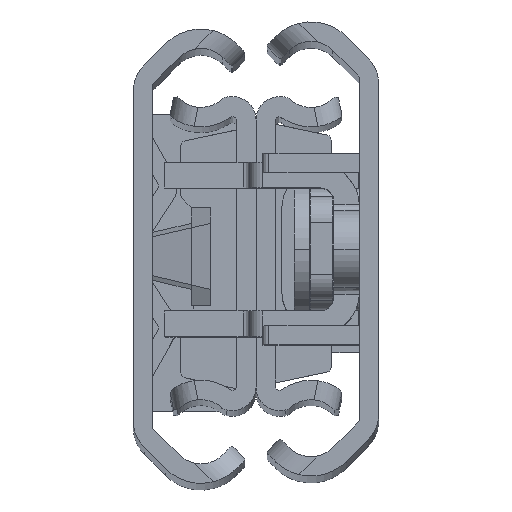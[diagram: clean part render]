
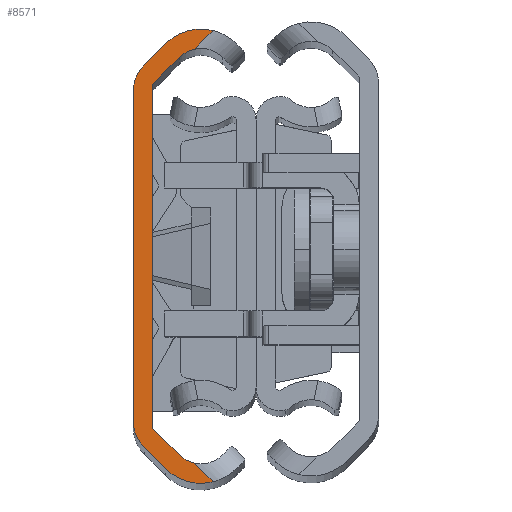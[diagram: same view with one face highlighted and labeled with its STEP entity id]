
A CAD part, top view. The second image highlights one B-rep face of the part: STEP entity #8571.
In plain terms, the highlighted planar face has unit normal (0, 0, 1).
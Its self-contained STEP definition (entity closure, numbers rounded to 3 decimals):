
#28 = LINE ( 'NONE', #10951, #3948 ) ;
#124 = PLANE ( 'NONE',  #5041 ) ;
#452 = DIRECTION ( 'NONE',  ( 0., -1., 0. ) ) ;
#691 = EDGE_LOOP ( 'NONE', ( #4203, #12066, #5719, #5775, #5000, #8135, #3992, #11478, #10133, #2058, #1644, #8790, #9836, #2624 ) ) ;
#822 = EDGE_CURVE ( 'NONE', #7330, #8923, #12399, .T. ) ;
#871 = DIRECTION ( 'NONE',  ( 1., 0., 0. ) ) ;
#1102 = EDGE_CURVE ( 'NONE', #8990, #7823, #5412, .T. ) ;
#1260 = CARTESIAN_POINT ( 'NONE',  ( 0., -13.286, 0. ) ) ;
#1644 = ORIENTED_EDGE ( 'NONE', *, *, #7523, .T. ) ;
#1791 = DIRECTION ( 'NONE',  ( 0., 0., -1. ) ) ;
#1858 = CARTESIAN_POINT ( 'NONE',  ( 3.248, 15.996, 0. ) ) ;
#2058 = ORIENTED_EDGE ( 'NONE', *, *, #5682, .T. ) ;
#2097 = LINE ( 'NONE', #6067, #7919 ) ;
#2113 = CIRCLE ( 'NONE', #12574, 3. ) ;
#2212 = CARTESIAN_POINT ( 'NONE',  ( 3.248, -15.996, 0. ) ) ;
#2336 = VECTOR ( 'NONE', #6575, 1000. ) ;
#2369 = VECTOR ( 'NONE', #452, 1000. ) ;
#2450 = CARTESIAN_POINT ( 'NONE',  ( 1.006, -16.414, 0. ) ) ;
#2515 = VERTEX_POINT ( 'NONE', #2798 ) ;
#2530 = CIRCLE ( 'NONE', #9826, 3. ) ;
#2538 = LINE ( 'NONE', #5468, #2336 ) ;
#2603 = CIRCLE ( 'NONE', #10733, 2.38 ) ;
#2604 = EDGE_CURVE ( 'NONE', #9556, #2515, #10628, .T. ) ;
#2624 = ORIENTED_EDGE ( 'NONE', *, *, #8767, .T. ) ;
#2798 = CARTESIAN_POINT ( 'NONE',  ( 2.067, 15.353, 0. ) ) ;
#2802 = AXIS2_PLACEMENT_3D ( 'NONE', #6256, #8146, #12163 ) ;
#2850 = LINE ( 'NONE', #3951, #8826 ) ;
#2899 = CARTESIAN_POINT ( 'NONE',  ( 3.75, 13.67, 0. ) ) ;
#2974 = DIRECTION ( 'NONE',  ( -0.707, -0.707, 0. ) ) ;
#3088 = EDGE_CURVE ( 'NONE', #5756, #12225, #8416, .T. ) ;
#3372 = VERTEX_POINT ( 'NONE', #12893 ) ;
#3410 = VECTOR ( 'NONE', #7620, 1000. ) ;
#3818 = DIRECTION ( 'NONE',  ( 0., 1., 0. ) ) ;
#3948 = VECTOR ( 'NONE', #2974, 1000. ) ;
#3951 = CARTESIAN_POINT ( 'NONE',  ( 2.067, -15.353, 0. ) ) ;
#3992 = ORIENTED_EDGE ( 'NONE', *, *, #11798, .T. ) ;
#4097 = CARTESIAN_POINT ( 'NONE',  ( -1.5, 12.665, 0. ) ) ;
#4114 = CARTESIAN_POINT ( 'NONE',  ( 1.5, 12.665, 0. ) ) ;
#4124 = EDGE_CURVE ( 'NONE', #11860, #6904, #8776, .T. ) ;
#4137 = CARTESIAN_POINT ( 'NONE',  ( 3.75, 13.67, 0. ) ) ;
#4141 = CARTESIAN_POINT ( 'NONE',  ( -0.621, 14.786, 0. ) ) ;
#4203 = ORIENTED_EDGE ( 'NONE', *, *, #3088, .T. ) ;
#4252 = CARTESIAN_POINT ( 'NONE',  ( -0.621, -14.786, 0. ) ) ;
#4352 = CARTESIAN_POINT ( 'NONE',  ( 1.5, 12.665, 0. ) ) ;
#4419 = VERTEX_POINT ( 'NONE', #1260 ) ;
#4840 = VECTOR ( 'NONE', #12601, 1000. ) ;
#5000 = ORIENTED_EDGE ( 'NONE', *, *, #6369, .T. ) ;
#5041 = AXIS2_PLACEMENT_3D ( 'NONE', #4114, #10172, #11278 ) ;
#5165 = DIRECTION ( 'NONE',  ( 0., 0., 1. ) ) ;
#5186 = VECTOR ( 'NONE', #3818, 1000. ) ;
#5412 = LINE ( 'NONE', #9395, #2369 ) ;
#5468 = CARTESIAN_POINT ( 'NONE',  ( -0.621, -14.786, 0. ) ) ;
#5682 = EDGE_CURVE ( 'NONE', #3372, #5704, #28, .T. ) ;
#5704 = VERTEX_POINT ( 'NONE', #4141 ) ;
#5719 = ORIENTED_EDGE ( 'NONE', *, *, #822, .T. ) ;
#5750 = DIRECTION ( 'NONE',  ( 1., 0., 0. ) ) ;
#5756 = VERTEX_POINT ( 'NONE', #2450 ) ;
#5775 = ORIENTED_EDGE ( 'NONE', *, *, #9279, .T. ) ;
#5850 = CARTESIAN_POINT ( 'NONE',  ( 2.067, -15.353, 0. ) ) ;
#6067 = CARTESIAN_POINT ( 'NONE',  ( -11.956, -0.792, 0. ) ) ;
#6137 = DIRECTION ( 'NONE',  ( 1., 0., 0. ) ) ;
#6180 = FACE_OUTER_BOUND ( 'NONE', #691, .T. ) ;
#6253 = CARTESIAN_POINT ( 'NONE',  ( 4.687, 17.435, 0. ) ) ;
#6256 = CARTESIAN_POINT ( 'NONE',  ( 3.75, -13.67, 0. ) ) ;
#6369 = EDGE_CURVE ( 'NONE', #4419, #9556, #10014, .T. ) ;
#6575 = DIRECTION ( 'NONE',  ( 0.707, -0.707, 0. ) ) ;
#6724 = CARTESIAN_POINT ( 'NONE',  ( 3.75, -13.67, 0. ) ) ;
#6880 = EDGE_CURVE ( 'NONE', #12225, #7330, #2097, .T. ) ;
#6904 = VERTEX_POINT ( 'NONE', #6253 ) ;
#7101 = DIRECTION ( 'NONE',  ( -0.707, 0.707, 0. ) ) ;
#7330 = VERTEX_POINT ( 'NONE', #2212 ) ;
#7455 = CARTESIAN_POINT ( 'NONE',  ( 0., 13.286, 0. ) ) ;
#7523 = EDGE_CURVE ( 'NONE', #5704, #8990, #2530, .T. ) ;
#7620 = DIRECTION ( 'NONE',  ( 0.707, 0.707, 0. ) ) ;
#7787 = AXIS2_PLACEMENT_3D ( 'NONE', #4137, #5165, #11122 ) ;
#7823 = VERTEX_POINT ( 'NONE', #8565 ) ;
#7919 = VECTOR ( 'NONE', #7101, 1000. ) ;
#8126 = EDGE_CURVE ( 'NONE', #7823, #11899, #2113, .T. ) ;
#8135 = ORIENTED_EDGE ( 'NONE', *, *, #2604, .T. ) ;
#8146 = DIRECTION ( 'NONE',  ( 0., 0., 1. ) ) ;
#8416 = CIRCLE ( 'NONE', #2802, 3.88 ) ;
#8565 = CARTESIAN_POINT ( 'NONE',  ( -1.5, -12.665, 0. ) ) ;
#8571 = ADVANCED_FACE ( 'NONE', ( #6180 ), #124, .T. ) ;
#8767 = EDGE_CURVE ( 'NONE', #11899, #5756, #2538, .T. ) ;
#8776 = LINE ( 'NONE', #10750, #4840 ) ;
#8790 = ORIENTED_EDGE ( 'NONE', *, *, #1102, .T. ) ;
#8826 = VECTOR ( 'NONE', #11926, 1000. ) ;
#8923 = VERTEX_POINT ( 'NONE', #5850 ) ;
#8990 = VERTEX_POINT ( 'NONE', #4097 ) ;
#9146 = CARTESIAN_POINT ( 'NONE',  ( 1.5, -12.665, 0. ) ) ;
#9279 = EDGE_CURVE ( 'NONE', #8923, #4419, #2850, .T. ) ;
#9395 = CARTESIAN_POINT ( 'NONE',  ( -1.5, 0., 0. ) ) ;
#9556 = VERTEX_POINT ( 'NONE', #7455 ) ;
#9685 = CARTESIAN_POINT ( 'NONE',  ( 4.687, -17.435, 0. ) ) ;
#9826 = AXIS2_PLACEMENT_3D ( 'NONE', #4352, #11940, #10886 ) ;
#9836 = ORIENTED_EDGE ( 'NONE', *, *, #8126, .T. ) ;
#10014 = LINE ( 'NONE', #11799, #5186 ) ;
#10133 = ORIENTED_EDGE ( 'NONE', *, *, #10303, .T. ) ;
#10172 = DIRECTION ( 'NONE',  ( 0., 0., 1. ) ) ;
#10303 = EDGE_CURVE ( 'NONE', #6904, #3372, #12836, .T. ) ;
#10507 = CARTESIAN_POINT ( 'NONE',  ( 2.067, 15.353, 0. ) ) ;
#10628 = LINE ( 'NONE', #10507, #3410 ) ;
#10733 = AXIS2_PLACEMENT_3D ( 'NONE', #2899, #12910, #871 ) ;
#10750 = CARTESIAN_POINT ( 'NONE',  ( 0.708, 13.456, 0. ) ) ;
#10886 = DIRECTION ( 'NONE',  ( 1., 0., 0. ) ) ;
#10951 = CARTESIAN_POINT ( 'NONE',  ( -0.621, 14.786, 0. ) ) ;
#11122 = DIRECTION ( 'NONE',  ( 1., 0., 0. ) ) ;
#11234 = DIRECTION ( 'NONE',  ( 0., 0., 1. ) ) ;
#11278 = DIRECTION ( 'NONE',  ( 1., 0., 0. ) ) ;
#11478 = ORIENTED_EDGE ( 'NONE', *, *, #4124, .T. ) ;
#11798 = EDGE_CURVE ( 'NONE', #2515, #11860, #2603, .T. ) ;
#11799 = CARTESIAN_POINT ( 'NONE',  ( 0., 13.286, 0. ) ) ;
#11860 = VERTEX_POINT ( 'NONE', #1858 ) ;
#11899 = VERTEX_POINT ( 'NONE', #4252 ) ;
#11926 = DIRECTION ( 'NONE',  ( -0.707, 0.707, 0. ) ) ;
#11940 = DIRECTION ( 'NONE',  ( 0., 0., 1. ) ) ;
#12066 = ORIENTED_EDGE ( 'NONE', *, *, #6880, .T. ) ;
#12163 = DIRECTION ( 'NONE',  ( 1., 0., 0. ) ) ;
#12182 = AXIS2_PLACEMENT_3D ( 'NONE', #6724, #1791, #5750 ) ;
#12225 = VERTEX_POINT ( 'NONE', #9685 ) ;
#12399 = CIRCLE ( 'NONE', #12182, 2.38 ) ;
#12574 = AXIS2_PLACEMENT_3D ( 'NONE', #9146, #11234, #6137 ) ;
#12601 = DIRECTION ( 'NONE',  ( 0.707, 0.707, 0. ) ) ;
#12836 = CIRCLE ( 'NONE', #7787, 3.88 ) ;
#12893 = CARTESIAN_POINT ( 'NONE',  ( 1.006, 16.414, 0. ) ) ;
#12910 = DIRECTION ( 'NONE',  ( 0., 0., -1. ) ) ;
